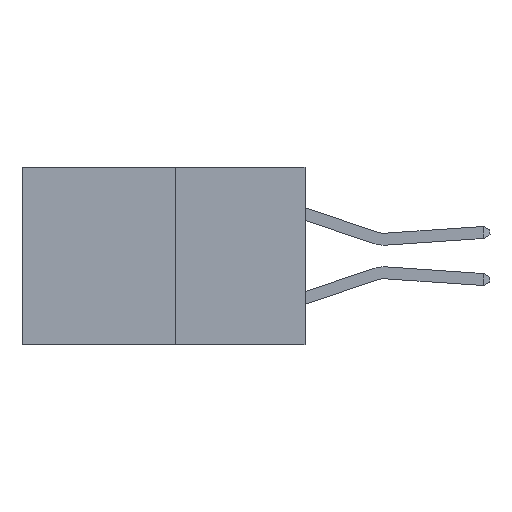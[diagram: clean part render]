
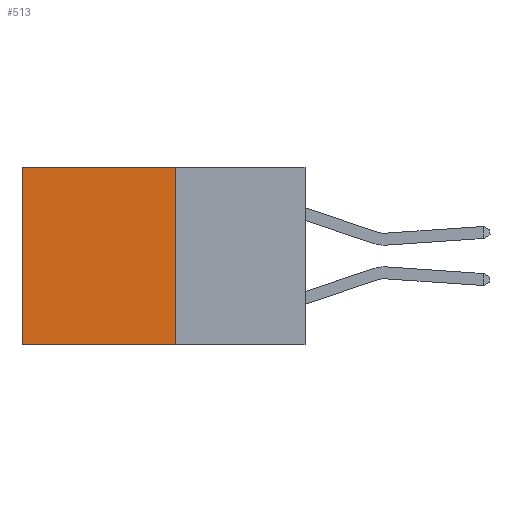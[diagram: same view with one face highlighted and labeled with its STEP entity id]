
A CAD part, left-side view. The second image highlights one B-rep face of the part: STEP entity #513.
In plain terms, the highlighted planar face has unit normal (-1, 0, 0).
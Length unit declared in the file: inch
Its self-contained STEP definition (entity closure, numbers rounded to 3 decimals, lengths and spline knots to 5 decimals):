
#513 = ADVANCED_FACE ( 'NONE', ( #4031 ), #8097, .F. ) ;
#516 = DIRECTION ( 'NONE',  ( 0., 0., -1. ) ) ;
#519 = CARTESIAN_POINT ( 'NONE',  ( 0.277, 0.59, 0. ) ) ;
#621 = LINE ( 'NONE', #4087, #4110 ) ;
#623 = VECTOR ( 'NONE', #3044, 39.37008 ) ;
#719 = VERTEX_POINT ( 'NONE', #3443 ) ;
#736 = VERTEX_POINT ( 'NONE', #4537 ) ;
#834 = EDGE_CURVE ( 'NONE', #736, #1352, #621, .T. ) ;
#913 = DIRECTION ( 'NONE',  ( 0., 1., 0. ) ) ;
#1352 = VERTEX_POINT ( 'NONE', #2950 ) ;
#2063 = VECTOR ( 'NONE', #2301, 39.37008 ) ;
#2301 = DIRECTION ( 'NONE',  ( 0., 1., 0. ) ) ;
#2384 = ORIENTED_EDGE ( 'NONE', *, *, #3537, .T. ) ;
#2393 = ORIENTED_EDGE ( 'NONE', *, *, #834, .F. ) ;
#2452 = ORIENTED_EDGE ( 'NONE', *, *, #2820, .F. ) ;
#2462 = ORIENTED_EDGE ( 'NONE', *, *, #2561, .T. ) ;
#2561 = EDGE_CURVE ( 'NONE', #719, #6898, #3833, .T. ) ;
#2820 = EDGE_CURVE ( 'NONE', #719, #736, #4308, .T. ) ;
#2950 = CARTESIAN_POINT ( 'NONE',  ( 0.277, 0.59, -0.37 ) ) ;
#3044 = DIRECTION ( 'NONE',  ( 0., 0., -1. ) ) ;
#3406 = CARTESIAN_POINT ( 'NONE',  ( 0.277, 0.27, 0. ) ) ;
#3443 = CARTESIAN_POINT ( 'NONE',  ( 0.277, 0.27, 0. ) ) ;
#3537 = EDGE_CURVE ( 'NONE', #6898, #1352, #5769, .T. ) ;
#3833 = LINE ( 'NONE', #3406, #2063 ) ;
#3875 = CARTESIAN_POINT ( 'NONE',  ( 0.277, 0.27, -0.37 ) ) ;
#4009 = VECTOR ( 'NONE', #8101, 39.37008 ) ;
#4031 = FACE_OUTER_BOUND ( 'NONE', #5021, .T. ) ;
#4087 = CARTESIAN_POINT ( 'NONE',  ( 0.277, 0.27, -0.37 ) ) ;
#4110 = VECTOR ( 'NONE', #913, 39.37008 ) ;
#4308 = LINE ( 'NONE', #4606, #623 ) ;
#4321 = CARTESIAN_POINT ( 'NONE',  ( 0.277, 0.59, -0.37 ) ) ;
#4537 = CARTESIAN_POINT ( 'NONE',  ( 0.277, 0.27, -0.37 ) ) ;
#4606 = CARTESIAN_POINT ( 'NONE',  ( 0.277, 0.27, -0.37 ) ) ;
#5021 = EDGE_LOOP ( 'NONE', ( #2384, #2393, #2452, #2462 ) ) ;
#5769 = LINE ( 'NONE', #4321, #4009 ) ;
#6115 = DIRECTION ( 'NONE',  ( 1., 0., 0. ) ) ;
#6898 = VERTEX_POINT ( 'NONE', #519 ) ;
#7168 = AXIS2_PLACEMENT_3D ( 'NONE', #3875, #6115, #516 ) ;
#8097 = PLANE ( 'NONE',  #7168 ) ;
#8101 = DIRECTION ( 'NONE',  ( 0., 0., -1. ) ) ;
